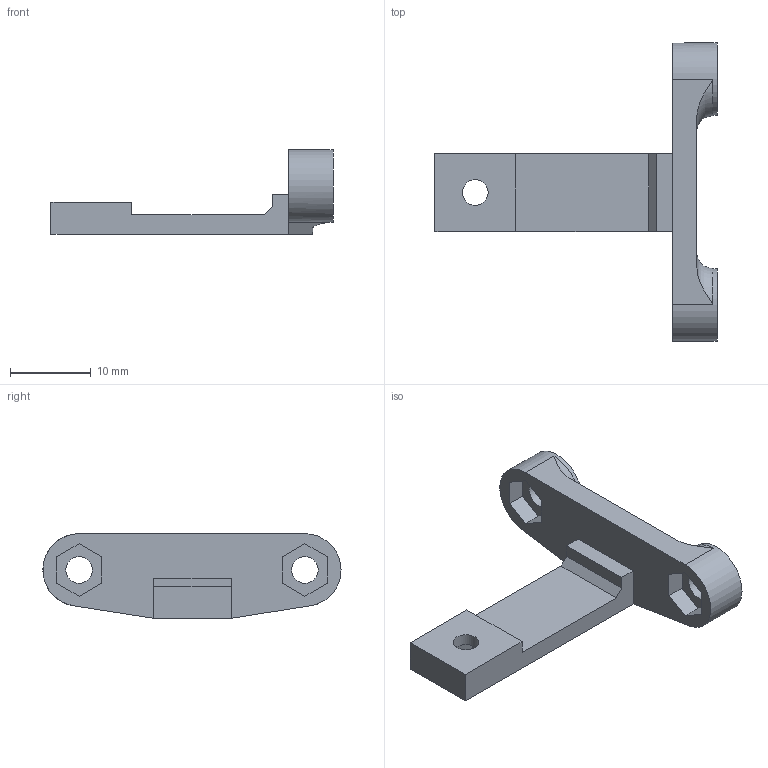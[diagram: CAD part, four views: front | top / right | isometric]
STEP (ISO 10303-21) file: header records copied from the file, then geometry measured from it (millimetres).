
FILE_DESCRIPTION(/* description */ (''),/* implementation_level */ '2;1');
FILE_NAME(/* name */ 'EVA-Endstop-IR v5.step',/* time_stamp */ '2021-01-09T09:03:49+01:00',/* author */ (''),/* organization */ (''),/* preprocessor_version */ 'ST-DEVELOPER v18.1',/* originating_system */ 'Autodesk Translation Framework v9.7.1.1290',/* authorisation */ '');
FILE_SCHEMA (('AUTOMOTIVE_DESIGN { 1 0 10303 214 3 1 1 }'));
Length unit declared in the file: millimetre
Products named in the file (1): EVA-Endstop-IR
Bounding box: 35 x 37 x 10.5 mm (x, y, z)
Volume: 2004.1 mm3; surface area: 2017.8 mm2
Topology: 1 solids, 1 shells, 45 faces, 118 edges, 78 vertices
Faces by surface type: plane 38, cylinder 5, torus 2
Full cylindrical faces by diameter (mm): 3.2 x1, 3.3 x2, 9 x2
Entity records: 1443 total; most frequent: CARTESIAN_POINT 276, ORIENTED_EDGE 236, DIRECTION 222, EDGE_CURVE 118, LINE 98, VECTOR 98, VERTEX_POINT 78, AXIS2_PLACEMENT_3D 62
